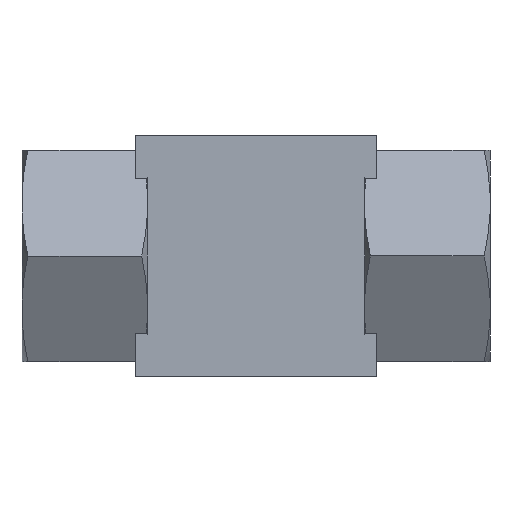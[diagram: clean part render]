
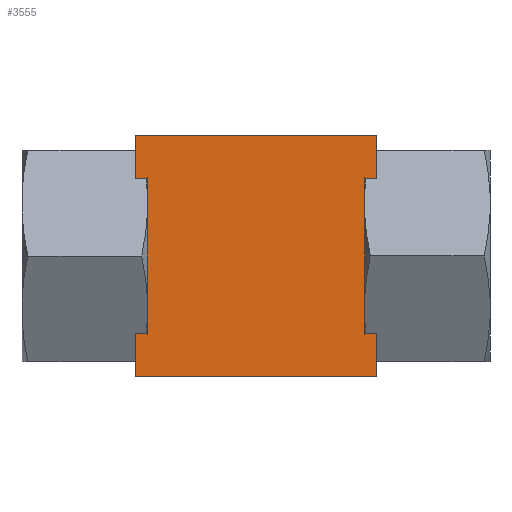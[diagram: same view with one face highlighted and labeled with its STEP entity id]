
A CAD part, front view. The second image highlights one B-rep face of the part: STEP entity #3555.
In plain terms, the highlighted planar face has unit normal (0, -1, 0).
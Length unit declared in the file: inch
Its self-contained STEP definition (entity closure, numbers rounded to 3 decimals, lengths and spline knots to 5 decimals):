
#2727=CARTESIAN_POINT('',(-0.5,0.0,0.5));
#2728=VERTEX_POINT('',#2727);
#2735=CARTESIAN_POINT('',(0.5,0.0,0.5));
#2736=VERTEX_POINT('',#2735);
#2737=CARTESIAN_POINT('',(0.5,0.0,0.5));
#2738=DIRECTION('',(-1.0,0.0,0.0));
#2739=VECTOR('',#2738,1.0);
#2740=LINE('',#2737,#2739);
#2741=EDGE_CURVE('',#2736,#2728,#2740,.T.);
#3322=CARTESIAN_POINT('',(-0.45,0.0,-0.32068));
#3323=VERTEX_POINT('',#3322);
#3331=CARTESIAN_POINT('',(-0.45,0.0,0.32068));
#3332=VERTEX_POINT('',#3331);
#3333=CARTESIAN_POINT('',(-0.45,0.0,0.32068));
#3334=DIRECTION('',(0.0,0.0,-1.0));
#3335=VECTOR('',#3334,0.64136);
#3336=LINE('',#3333,#3335);
#3337=EDGE_CURVE('',#3332,#3323,#3336,.T.);
#3407=CARTESIAN_POINT('',(-0.5,0.0,-0.32068));
#3408=VERTEX_POINT('',#3407);
#3409=CARTESIAN_POINT('',(-0.45,0.0,-0.32068));
#3410=DIRECTION('',(-1.0,0.0,0.0));
#3411=VECTOR('',#3410,0.05);
#3412=LINE('',#3409,#3411);
#3413=EDGE_CURVE('',#3323,#3408,#3412,.T.);
#3466=CARTESIAN_POINT('',(-0.5,0.0,0.32068));
#3467=VERTEX_POINT('',#3466);
#3468=CARTESIAN_POINT('',(-0.5,0.0,0.32068));
#3469=DIRECTION('',(1.0,0.0,0.0));
#3470=VECTOR('',#3469,0.05);
#3471=LINE('',#3468,#3470);
#3472=EDGE_CURVE('',#3467,#3332,#3471,.T.);
#3484=CARTESIAN_POINT('',(0.5,0.0,0.0));
#3485=DIRECTION('',(0.0,-1.0,0.0));
#3486=DIRECTION('',(0.0,0.0,-1.0));
#3487=AXIS2_PLACEMENT_3D('',#3484,#3485,#3486);
#3488=PLANE('',#3487);
#3489=ORIENTED_EDGE('',*,*,#3472,.T.);
#3490=ORIENTED_EDGE('',*,*,#3337,.T.);
#3491=ORIENTED_EDGE('',*,*,#3413,.T.);
#3492=CARTESIAN_POINT('',(-0.5,0.0,-0.5));
#3493=VERTEX_POINT('',#3492);
#3494=CARTESIAN_POINT('',(-0.5,0.0,-0.32068));
#3495=DIRECTION('',(0.0,0.0,-1.0));
#3496=VECTOR('',#3495,0.17932);
#3497=LINE('',#3494,#3496);
#3498=EDGE_CURVE('',#3408,#3493,#3497,.T.);
#3499=ORIENTED_EDGE('',*,*,#3498,.T.);
#3500=CARTESIAN_POINT('',(0.5,0.0,-0.5));
#3501=VERTEX_POINT('',#3500);
#3502=CARTESIAN_POINT('',(-0.5,0.0,-0.5));
#3503=DIRECTION('',(1.0,0.0,0.0));
#3504=VECTOR('',#3503,1.0);
#3505=LINE('',#3502,#3504);
#3506=EDGE_CURVE('',#3493,#3501,#3505,.T.);
#3507=ORIENTED_EDGE('',*,*,#3506,.T.);
#3508=CARTESIAN_POINT('',(0.5,0.0,-0.32068));
#3509=VERTEX_POINT('',#3508);
#3510=CARTESIAN_POINT('',(0.5,0.0,-0.5));
#3511=DIRECTION('',(0.0,0.0,1.0));
#3512=VECTOR('',#3511,0.17932);
#3513=LINE('',#3510,#3512);
#3514=EDGE_CURVE('',#3501,#3509,#3513,.T.);
#3515=ORIENTED_EDGE('',*,*,#3514,.T.);
#3516=CARTESIAN_POINT('',(0.45,0.0,-0.32068));
#3517=VERTEX_POINT('',#3516);
#3518=CARTESIAN_POINT('',(0.5,0.0,-0.32068));
#3519=DIRECTION('',(-1.0,0.0,0.0));
#3520=VECTOR('',#3519,0.05);
#3521=LINE('',#3518,#3520);
#3522=EDGE_CURVE('',#3509,#3517,#3521,.T.);
#3523=ORIENTED_EDGE('',*,*,#3522,.T.);
#3524=CARTESIAN_POINT('',(0.45,0.0,0.32068));
#3525=VERTEX_POINT('',#3524);
#3526=CARTESIAN_POINT('',(0.45,0.0,-0.32068));
#3527=DIRECTION('',(0.0,0.0,1.0));
#3528=VECTOR('',#3527,0.64136);
#3529=LINE('',#3526,#3528);
#3530=EDGE_CURVE('',#3517,#3525,#3529,.T.);
#3531=ORIENTED_EDGE('',*,*,#3530,.T.);
#3532=CARTESIAN_POINT('',(0.5,0.0,0.32068));
#3533=VERTEX_POINT('',#3532);
#3534=CARTESIAN_POINT('',(0.45,0.0,0.32068));
#3535=DIRECTION('',(1.0,0.0,0.0));
#3536=VECTOR('',#3535,0.05);
#3537=LINE('',#3534,#3536);
#3538=EDGE_CURVE('',#3525,#3533,#3537,.T.);
#3539=ORIENTED_EDGE('',*,*,#3538,.T.);
#3540=CARTESIAN_POINT('',(0.5,0.0,0.32068));
#3541=DIRECTION('',(0.0,0.0,1.0));
#3542=VECTOR('',#3541,0.17932);
#3543=LINE('',#3540,#3542);
#3544=EDGE_CURVE('',#3533,#2736,#3543,.T.);
#3545=ORIENTED_EDGE('',*,*,#3544,.T.);
#3546=ORIENTED_EDGE('',*,*,#2741,.T.);
#3547=CARTESIAN_POINT('',(-0.5,0.0,0.5));
#3548=DIRECTION('',(0.0,0.0,-1.0));
#3549=VECTOR('',#3548,0.17932);
#3550=LINE('',#3547,#3549);
#3551=EDGE_CURVE('',#2728,#3467,#3550,.T.);
#3552=ORIENTED_EDGE('',*,*,#3551,.T.);
#3553=EDGE_LOOP('',(#3489,#3490,#3491,#3499,#3507,#3515,#3523,#3531,#3539,#3545,#3546,#3552));
#3554=FACE_OUTER_BOUND('',#3553,.T.);
#3555=ADVANCED_FACE('',(#3554),#3488,.T.);
